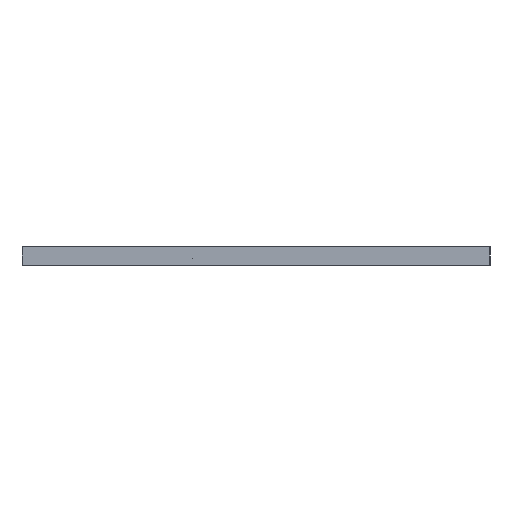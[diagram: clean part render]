
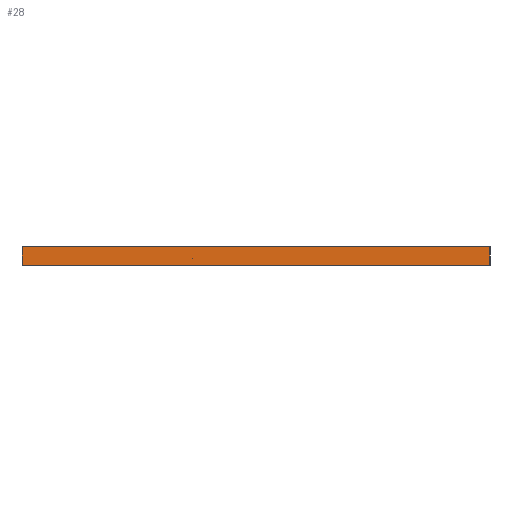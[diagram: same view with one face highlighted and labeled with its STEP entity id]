
A CAD part, left-side view. The second image highlights one B-rep face of the part: STEP entity #28.
In plain terms, the highlighted planar face has unit normal (-1, 0, 0).
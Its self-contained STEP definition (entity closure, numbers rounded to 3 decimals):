
#28 = ADVANCED_FACE('',(#29),#43,.T.);
#29 = FACE_BOUND('',#30,.T.);
#30 = EDGE_LOOP('',(#31,#66,#94,#122));
#31 = ORIENTED_EDGE('',*,*,#32,.T.);
#32 = EDGE_CURVE('',#33,#35,#37,.T.);
#33 = VERTEX_POINT('',#34);
#34 = CARTESIAN_POINT('',(123.698,-106.68,0.));
#35 = VERTEX_POINT('',#36);
#36 = CARTESIAN_POINT('',(123.698,-106.68,1.6));
#37 = SURFACE_CURVE('',#38,(#42,#54),.PCURVE_S1.);
#38 = LINE('',#39,#40);
#39 = CARTESIAN_POINT('',(123.698,-106.68,0.));
#40 = VECTOR('',#41,1.);
#41 = DIRECTION('',(0.,0.,1.));
#42 = PCURVE('',#43,#48);
#43 = PLANE('',#44);
#44 = AXIS2_PLACEMENT_3D('',#45,#46,#47);
#45 = CARTESIAN_POINT('',(123.698,-106.68,0.));
#46 = DIRECTION('',(-1.,0.,0.));
#47 = DIRECTION('',(0.,1.,0.));
#48 = DEFINITIONAL_REPRESENTATION('',(#49),#53);
#49 = LINE('',#50,#51);
#50 = CARTESIAN_POINT('',(0.,0.));
#51 = VECTOR('',#52,1.);
#52 = DIRECTION('',(0.,-1.));
#53 = ( GEOMETRIC_REPRESENTATION_CONTEXT(2) 
PARAMETRIC_REPRESENTATION_CONTEXT() REPRESENTATION_CONTEXT('2D SPACE',''
  ) );
#54 = PCURVE('',#55,#60);
#55 = PLANE('',#56);
#56 = AXIS2_PLACEMENT_3D('',#57,#58,#59);
#57 = CARTESIAN_POINT('',(177.8,-106.68,0.));
#58 = DIRECTION('',(0.,-1.,0.));
#59 = DIRECTION('',(-1.,0.,0.));
#60 = DEFINITIONAL_REPRESENTATION('',(#61),#65);
#61 = LINE('',#62,#63);
#62 = CARTESIAN_POINT('',(54.102,0.));
#63 = VECTOR('',#64,1.);
#64 = DIRECTION('',(0.,-1.));
#65 = ( GEOMETRIC_REPRESENTATION_CONTEXT(2) 
PARAMETRIC_REPRESENTATION_CONTEXT() REPRESENTATION_CONTEXT('2D SPACE',''
  ) );
#66 = ORIENTED_EDGE('',*,*,#67,.T.);
#67 = EDGE_CURVE('',#35,#68,#70,.T.);
#68 = VERTEX_POINT('',#69);
#69 = CARTESIAN_POINT('',(123.698,-66.04,1.6));
#70 = SURFACE_CURVE('',#71,(#75,#82),.PCURVE_S1.);
#71 = LINE('',#72,#73);
#72 = CARTESIAN_POINT('',(123.698,-106.68,1.6));
#73 = VECTOR('',#74,1.);
#74 = DIRECTION('',(0.,1.,0.));
#75 = PCURVE('',#43,#76);
#76 = DEFINITIONAL_REPRESENTATION('',(#77),#81);
#77 = LINE('',#78,#79);
#78 = CARTESIAN_POINT('',(0.,-1.6));
#79 = VECTOR('',#80,1.);
#80 = DIRECTION('',(1.,0.));
#81 = ( GEOMETRIC_REPRESENTATION_CONTEXT(2) 
PARAMETRIC_REPRESENTATION_CONTEXT() REPRESENTATION_CONTEXT('2D SPACE',''
  ) );
#82 = PCURVE('',#83,#88);
#83 = PLANE('',#84);
#84 = AXIS2_PLACEMENT_3D('',#85,#86,#87);
#85 = CARTESIAN_POINT('',(150.749,-86.36,1.6));
#86 = DIRECTION('',(-0.,-0.,-1.));
#87 = DIRECTION('',(-1.,0.,0.));
#88 = DEFINITIONAL_REPRESENTATION('',(#89),#93);
#89 = LINE('',#90,#91);
#90 = CARTESIAN_POINT('',(27.051,-20.32));
#91 = VECTOR('',#92,1.);
#92 = DIRECTION('',(0.,1.));
#93 = ( GEOMETRIC_REPRESENTATION_CONTEXT(2) 
PARAMETRIC_REPRESENTATION_CONTEXT() REPRESENTATION_CONTEXT('2D SPACE',''
  ) );
#94 = ORIENTED_EDGE('',*,*,#95,.F.);
#95 = EDGE_CURVE('',#96,#68,#98,.T.);
#96 = VERTEX_POINT('',#97);
#97 = CARTESIAN_POINT('',(123.698,-66.04,0.));
#98 = SURFACE_CURVE('',#99,(#103,#110),.PCURVE_S1.);
#99 = LINE('',#100,#101);
#100 = CARTESIAN_POINT('',(123.698,-66.04,0.));
#101 = VECTOR('',#102,1.);
#102 = DIRECTION('',(0.,0.,1.));
#103 = PCURVE('',#43,#104);
#104 = DEFINITIONAL_REPRESENTATION('',(#105),#109);
#105 = LINE('',#106,#107);
#106 = CARTESIAN_POINT('',(40.64,0.));
#107 = VECTOR('',#108,1.);
#108 = DIRECTION('',(0.,-1.));
#109 = ( GEOMETRIC_REPRESENTATION_CONTEXT(2) 
PARAMETRIC_REPRESENTATION_CONTEXT() REPRESENTATION_CONTEXT('2D SPACE',''
  ) );
#110 = PCURVE('',#111,#116);
#111 = PLANE('',#112);
#112 = AXIS2_PLACEMENT_3D('',#113,#114,#115);
#113 = CARTESIAN_POINT('',(123.698,-66.04,0.));
#114 = DIRECTION('',(0.,1.,0.));
#115 = DIRECTION('',(1.,0.,0.));
#116 = DEFINITIONAL_REPRESENTATION('',(#117),#121);
#117 = LINE('',#118,#119);
#118 = CARTESIAN_POINT('',(0.,0.));
#119 = VECTOR('',#120,1.);
#120 = DIRECTION('',(0.,-1.));
#121 = ( GEOMETRIC_REPRESENTATION_CONTEXT(2) 
PARAMETRIC_REPRESENTATION_CONTEXT() REPRESENTATION_CONTEXT('2D SPACE',''
  ) );
#122 = ORIENTED_EDGE('',*,*,#123,.F.);
#123 = EDGE_CURVE('',#33,#96,#124,.T.);
#124 = SURFACE_CURVE('',#125,(#129,#136),.PCURVE_S1.);
#125 = LINE('',#126,#127);
#126 = CARTESIAN_POINT('',(123.698,-106.68,0.));
#127 = VECTOR('',#128,1.);
#128 = DIRECTION('',(0.,1.,0.));
#129 = PCURVE('',#43,#130);
#130 = DEFINITIONAL_REPRESENTATION('',(#131),#135);
#131 = LINE('',#132,#133);
#132 = CARTESIAN_POINT('',(0.,0.));
#133 = VECTOR('',#134,1.);
#134 = DIRECTION('',(1.,0.));
#135 = ( GEOMETRIC_REPRESENTATION_CONTEXT(2) 
PARAMETRIC_REPRESENTATION_CONTEXT() REPRESENTATION_CONTEXT('2D SPACE',''
  ) );
#136 = PCURVE('',#137,#142);
#137 = PLANE('',#138);
#138 = AXIS2_PLACEMENT_3D('',#139,#140,#141);
#139 = CARTESIAN_POINT('',(150.749,-86.36,0.));
#140 = DIRECTION('',(-0.,-0.,-1.));
#141 = DIRECTION('',(-1.,0.,0.));
#142 = DEFINITIONAL_REPRESENTATION('',(#143),#147);
#143 = LINE('',#144,#145);
#144 = CARTESIAN_POINT('',(27.051,-20.32));
#145 = VECTOR('',#146,1.);
#146 = DIRECTION('',(0.,1.));
#147 = ( GEOMETRIC_REPRESENTATION_CONTEXT(2) 
PARAMETRIC_REPRESENTATION_CONTEXT() REPRESENTATION_CONTEXT('2D SPACE',''
  ) );
